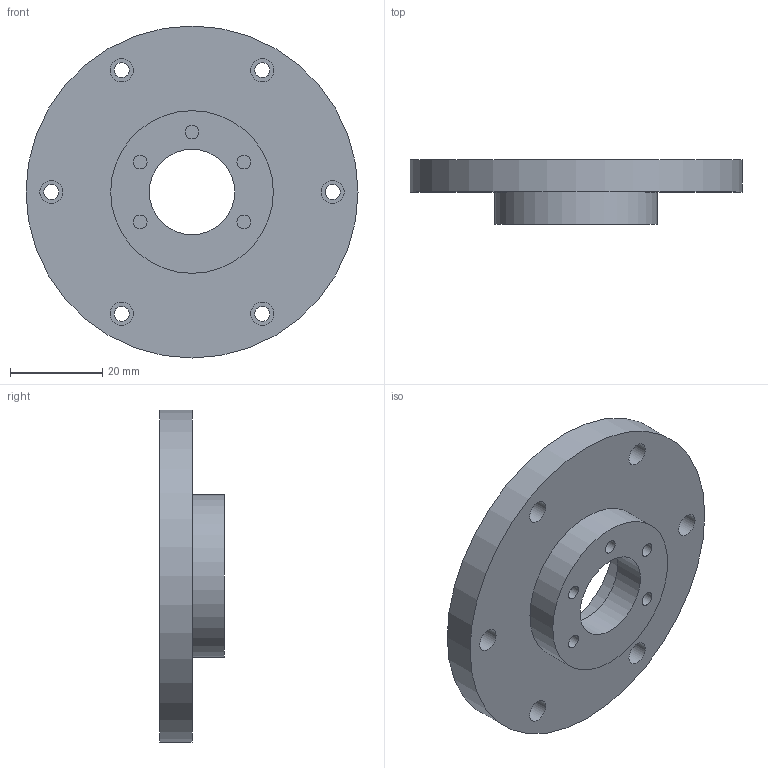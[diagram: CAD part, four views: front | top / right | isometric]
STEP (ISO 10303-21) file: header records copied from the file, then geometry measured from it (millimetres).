
FILE_DESCRIPTION(/* description */ (''),/* implementation_level */ '2;1');
FILE_NAME(/* name */ 'BearingAPart.stp',/* time_stamp */ '2025-10-24T01:13:53-05:00',/* author */ ('aul12'),/* organization */ (''),/* preprocessor_version */ 'ST-DEVELOPER v19.2',/* originating_system */ 'Autodesk Inventor 2024',/* authorisation */ '');
FILE_SCHEMA (('AUTOMOTIVE_DESIGN { 1 0 10303 214 3 1 1 }'));
Length unit declared in the file: millimetre
Products named in the file (1): BearingAPart
Bounding box: 72 x 14 x 72 mm (x, y, z)
Volume: 27533.6 mm3; surface area: 11840.5 mm2
Topology: 1 solids, 1 shells, 36 faces, 63 edges, 42 vertices
Faces by surface type: cylinder 21, plane 15
Full cylindrical faces by diameter (mm): 3 x5, 3.25 x6, 5 x6, 18.5 x1, 30 x1, 35.25 x1, 72 x1
Entity records: 960 total; most frequent: DIRECTION 179, CARTESIAN_POINT 142, ORIENTED_EDGE 126, AXIS2_PLACEMENT_3D 79, EDGE_LOOP 63, EDGE_CURVE 63, CIRCLE 42, VERTEX_POINT 42
